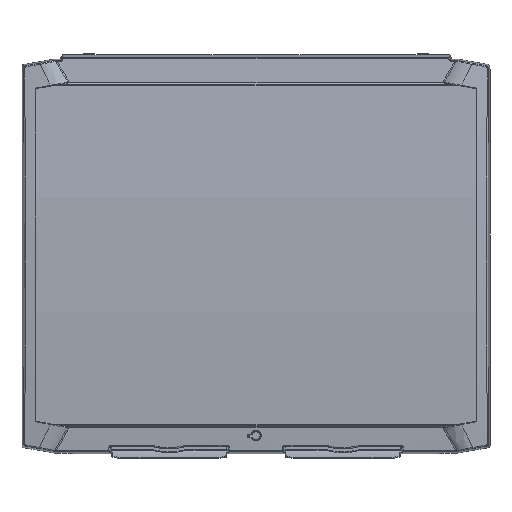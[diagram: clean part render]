
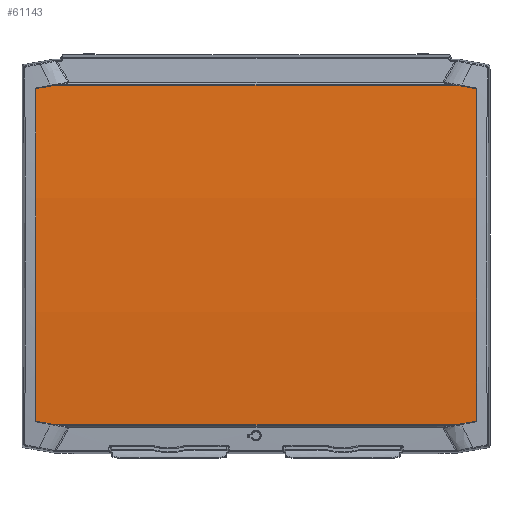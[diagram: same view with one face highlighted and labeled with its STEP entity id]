
A CAD part, top view. The second image highlights one B-rep face of the part: STEP entity #61143.
In plain terms, the highlighted cylindrical face has radius 1898.5 mm (diameter 3797 mm), a partial arc.
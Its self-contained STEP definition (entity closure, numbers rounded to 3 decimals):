
#2845=ELLIPSE('',#65871,1644.196,1424.107);
#2914=ELLIPSE('',#66326,1714.793,1549.028);
#2915=ELLIPSE('',#66335,1741.389,1597.45);
#4144=CYLINDRICAL_SURFACE('',#66338,1898.5);
#7631=LINE('',#128415,#13059);
#7637=LINE('',#128511,#13065);
#7640=LINE('',#128516,#13068);
#7641=LINE('',#128518,#13069);
#7648=LINE('',#128620,#13076);
#7649=LINE('',#128622,#13077);
#13059=VECTOR('',#79138,0.441);
#13065=VECTOR('',#79152,0.441);
#13068=VECTOR('',#79159,382.004);
#13069=VECTOR('',#79162,0.441);
#13076=VECTOR('',#79181,0.441);
#13077=VECTOR('',#79184,382.004);
#16158=B_SPLINE_CURVE_WITH_KNOTS('',3,(#125549,#125550,#125551,#125552,
#125553,#125554,#125555,#125556,#125557,#125558,#125559,#125560,#125561),
 .UNSPECIFIED.,.F.,.F.,(4,3,3,3,4),(-0.419,-0.383,
-0.345,-0.341,-0.299),.UNSPECIFIED.);
#18560=FACE_OUTER_BOUND('',#22415,.T.);
#22415=EDGE_LOOP('',(#51394,#51395,#51396,#51397,#51398,#51399,#51400,#51401,
#51402,#51403,#51404,#51405));
#24995=CIRCLE('',#66015,1898.5);
#24998=CIRCLE('',#66022,1898.5);
#28665=VERTEX_POINT('',#125405);
#28668=VERTEX_POINT('',#125410);
#28672=VERTEX_POINT('',#125517);
#28676=VERTEX_POINT('',#125547);
#28907=VERTEX_POINT('',#126718);
#28908=VERTEX_POINT('',#126720);
#28915=VERTEX_POINT('',#126746);
#28916=VERTEX_POINT('',#126748);
#29245=VERTEX_POINT('',#128431);
#29249=VERTEX_POINT('',#128504);
#29251=VERTEX_POINT('',#128524);
#29252=VERTEX_POINT('',#128525);
#36048=EDGE_CURVE('',#28665,#28668,#2845,.F.);
#36057=EDGE_CURVE('',#28672,#28676,#16158,.F.);
#36348=EDGE_CURVE('',#28907,#28908,#24995,.T.);
#36358=EDGE_CURVE('',#28915,#28916,#24998,.T.);
#36961=EDGE_CURVE('',#28915,#28672,#7631,.T.);
#36967=EDGE_CURVE('',#29249,#29245,#2914,.F.);
#36971=EDGE_CURVE('',#28916,#29245,#7637,.T.);
#36974=EDGE_CURVE('',#28668,#29249,#7640,.T.);
#36975=EDGE_CURVE('',#28665,#28907,#7641,.T.);
#36978=EDGE_CURVE('',#29251,#29252,#2915,.F.);
#36986=EDGE_CURVE('',#29252,#28908,#7648,.T.);
#36987=EDGE_CURVE('',#28676,#29251,#7649,.T.);
#51394=ORIENTED_EDGE('',*,*,#36057,.T.);
#51395=ORIENTED_EDGE('',*,*,#36987,.T.);
#51396=ORIENTED_EDGE('',*,*,#36978,.T.);
#51397=ORIENTED_EDGE('',*,*,#36986,.T.);
#51398=ORIENTED_EDGE('',*,*,#36348,.F.);
#51399=ORIENTED_EDGE('',*,*,#36975,.F.);
#51400=ORIENTED_EDGE('',*,*,#36048,.T.);
#51401=ORIENTED_EDGE('',*,*,#36974,.T.);
#51402=ORIENTED_EDGE('',*,*,#36967,.T.);
#51403=ORIENTED_EDGE('',*,*,#36971,.F.);
#51404=ORIENTED_EDGE('',*,*,#36358,.F.);
#51405=ORIENTED_EDGE('',*,*,#36961,.T.);
#61143=ADVANCED_FACE('',(#18560),#4144,.T.);
#65871=AXIS2_PLACEMENT_3D('',#125412,#77466,#77467);
#66015=AXIS2_PLACEMENT_3D('',#126721,#77982,#77983);
#66022=AXIS2_PLACEMENT_3D('',#126749,#78001,#78002);
#66326=AXIS2_PLACEMENT_3D('',#128505,#79144,#79145);
#66335=AXIS2_PLACEMENT_3D('',#128526,#79171,#79172);
#66338=AXIS2_PLACEMENT_3D('',#128621,#79182,#79183);
#77466=DIRECTION('center_axis',(1.,0.,
0.));
#77467=DIRECTION('ref_axis',(0.,0.997,0.077));
#77982=DIRECTION('center_axis',(-1.,0.,0.));
#77983=DIRECTION('ref_axis',(0.,-1.,0.));
#78001=DIRECTION('center_axis',(1.,0.,0.));
#78002=DIRECTION('ref_axis',(0.,-1.,0.));
#79138=DIRECTION('',(-1.,0.,0.));
#79144=DIRECTION('center_axis',(-1.,0.,
0.));
#79145=DIRECTION('ref_axis',(0.,-0.997,-0.077));
#79152=DIRECTION('',(-1.,0.,0.));
#79159=DIRECTION('',(1.,0.,0.));
#79162=DIRECTION('',(-1.,0.,0.));
#79171=DIRECTION('center_axis',(1.,0.,0.));
#79172=DIRECTION('ref_axis',(0.,-0.997,0.077));
#79181=DIRECTION('',(-1.,0.,0.));
#79182=DIRECTION('center_axis',(-1.,0.,0.));
#79183=DIRECTION('ref_axis',(0.,-1.,0.));
#79184=DIRECTION('',(-1.,0.,0.));
#125405=CARTESIAN_POINT('',(-191.002,-147.016,17.295));
#125410=CARTESIAN_POINT('',(-191.002,-146.5,17.339));
#125412=CARTESIAN_POINT('Origin',(-191.002,-36.667,-1402.526));
#125517=CARTESIAN_POINT('',(191.002,147.016,17.299));
#125547=CARTESIAN_POINT('',(191.003,146.5,17.339));
#125549=CARTESIAN_POINT('Ctrl Pts',(191.003,146.5,17.339));
#125550=CARTESIAN_POINT('Ctrl Pts',(191.002,146.552,17.335));
#125551=CARTESIAN_POINT('Ctrl Pts',(191.002,146.604,17.331));
#125552=CARTESIAN_POINT('Ctrl Pts',(191.002,146.657,17.327));
#125553=CARTESIAN_POINT('Ctrl Pts',(191.002,146.711,17.323));
#125554=CARTESIAN_POINT('Ctrl Pts',(191.002,146.765,17.319));
#125555=CARTESIAN_POINT('Ctrl Pts',(191.002,146.819,17.314));
#125556=CARTESIAN_POINT('Ctrl Pts',(191.002,146.825,17.314));
#125557=CARTESIAN_POINT('Ctrl Pts',(191.002,146.832,17.313));
#125558=CARTESIAN_POINT('Ctrl Pts',(191.002,146.838,17.313));
#125559=CARTESIAN_POINT('Ctrl Pts',(191.002,146.897,17.308));
#125560=CARTESIAN_POINT('Ctrl Pts',(191.002,146.957,17.304));
#125561=CARTESIAN_POINT('Ctrl Pts',(191.002,147.016,17.299));
#126718=CARTESIAN_POINT('',(-191.443,-147.016,17.299));
#126720=CARTESIAN_POINT('',(-191.443,147.016,17.299));
#126721=CARTESIAN_POINT('Origin',(-191.443,0.,-1875.5));
#126746=CARTESIAN_POINT('',(191.443,147.016,17.299));
#126748=CARTESIAN_POINT('',(191.443,-147.016,17.299));
#126749=CARTESIAN_POINT('Origin',(191.443,0.,-1875.5));
#128415=CARTESIAN_POINT('',(191.443,147.016,17.299));
#128431=CARTESIAN_POINT('',(191.002,-147.016,17.295));
#128504=CARTESIAN_POINT('',(191.002,-146.5,17.339));
#128505=CARTESIAN_POINT('Origin',(191.002,-27.001,-1527.072));
#128511=CARTESIAN_POINT('',(191.443,-147.016,17.299));
#128516=CARTESIAN_POINT('',(-191.002,-146.5,17.339));
#128518=CARTESIAN_POINT('',(-191.002,-147.016,17.299));
#128524=CARTESIAN_POINT('',(-191.002,146.5,17.339));
#128525=CARTESIAN_POINT('',(-191.002,147.016,17.295));
#128526=CARTESIAN_POINT('Origin',(-191.002,23.263,-1575.35));
#128620=CARTESIAN_POINT('',(-191.002,147.016,17.299));
#128621=CARTESIAN_POINT('Origin',(0.,0.,-1875.5));
#128622=CARTESIAN_POINT('',(191.003,146.5,17.339));
